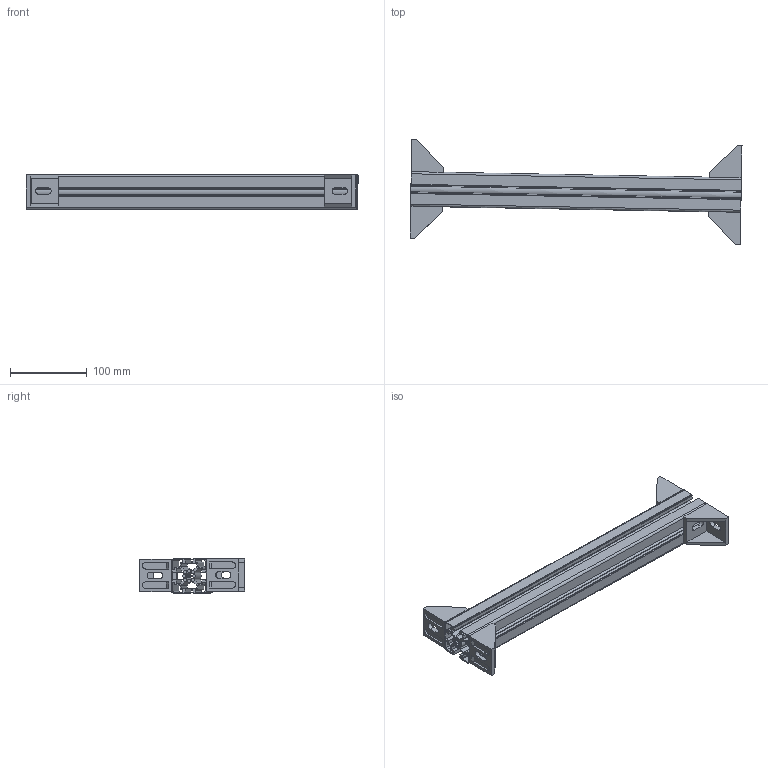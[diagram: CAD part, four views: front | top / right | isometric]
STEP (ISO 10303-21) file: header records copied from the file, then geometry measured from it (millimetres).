
FILE_DESCRIPTION(/* description */ (''),/* implementation_level */ '2;1');
FILE_NAME(/* name */ 'Vision_Stand_Part_2.stp',/* time_stamp */ '2025-03-13T10:38:57+01:00',/* author */ ('parak'),/* organization */ (''),/* preprocessor_version */ 'ST-DEVELOPER v20',/* originating_system */ 'Autodesk Inventor 2025',/* authorisation */ '');
FILE_SCHEMA (('AUTOMOTIVE_DESIGN { 1 0 10303 214 3 1 1 }'));
Length unit declared in the file: millimetre
Products named in the file (3): Stand_AlutecKK_profily; 164545L 430; 304343
Assembly tree (5 placements, depth 2):
  Stand_AlutecKK_profily
    164545L 430
    304343  x4
Bounding box: 432.28 x 136.86 x 45 mm (x, y, z)
Volume: 332724.4 mm3; surface area: 303829.6 mm2
Topology: 5 solids, 5 shells, 366 faces, 1004 edges, 664 vertices
Faces by surface type: plane 254, cylinder 112
Entity records: 7127 total; most frequent: CARTESIAN_POINT 1238, ORIENTED_EDGE 1222, DIRECTION 1205, EDGE_CURVE 611, LINE 459, VECTOR 459, VERTEX_POINT 406, AXIS2_PLACEMENT_3D 373
